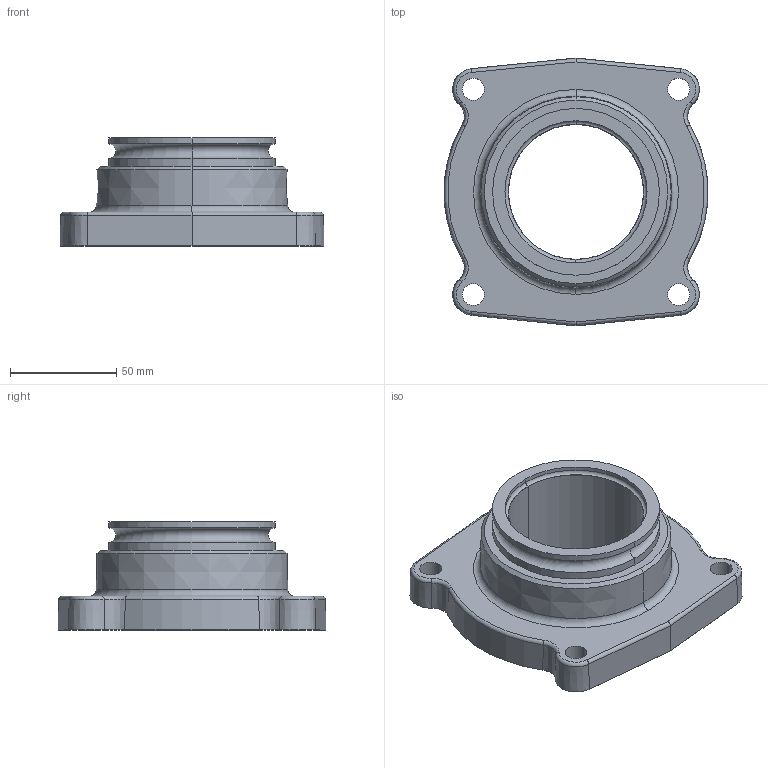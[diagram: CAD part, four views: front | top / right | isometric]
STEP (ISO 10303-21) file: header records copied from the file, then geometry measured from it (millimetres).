
FILE_DESCRIPTION((''),'2;1');
FILE_NAME('B15941_PRT','2007-01-08T',('work1'),(''),'PRO/ENGINEER BY PARAMETRIC TECHNOLOGY CORPORATION, 2005110','PRO/ENGINEER BY PARAMETRIC TECHNOLOGY CORPORATION, 2005110','');
FILE_SCHEMA(('CONFIG_CONTROL_DESIGN'));
Length unit declared in the file: inch
Products named in the file (1): B15941_PRT
Bounding box: 124.02 x 125.97 x 50.8 mm (x, y, z)
Volume: 248525 mm3; surface area: 49091.6 mm2
Topology: 1 solids, 1 shells, 73 faces, 166 edges, 98 vertices
Faces by surface type: torus 26, cylinder 24, cone 14, plane 9
Entity records: 2140 total; most frequent: DIRECTION 420, CARTESIAN_POINT 357, ORIENTED_EDGE 332, AXIS2_PLACEMENT_3D 185, EDGE_CURVE 166, CIRCLE 112, VERTEX_POINT 98, EDGE_LOOP 86
